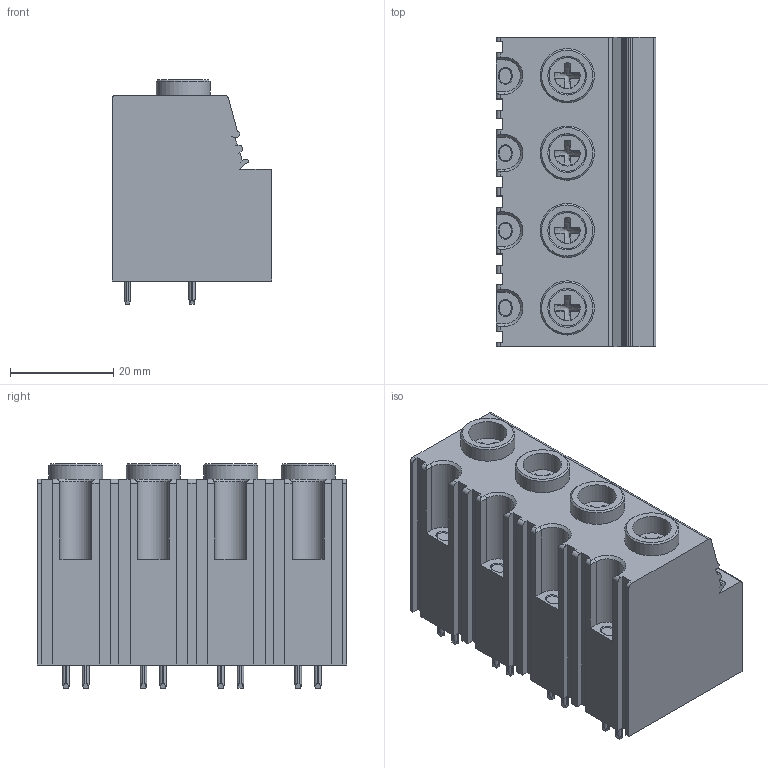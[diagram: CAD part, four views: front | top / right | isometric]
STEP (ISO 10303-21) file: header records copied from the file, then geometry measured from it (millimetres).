
FILE_DESCRIPTION(/* description */ ('Unknown'),/* implementation_level */ '2;1');
FILE_NAME(/* name */ 'MH130-150504-20190917',/* time_stamp */ '2023-06-29T15:43:04+08:00',/* author */ ('Unknown'),/* organization */ ('Unknown'),/* preprocessor_version */ 'ST-DEVELOPER v16.7',/* originating_system */ 'DEX',/* authorisation */ $);
FILE_SCHEMA (('AUTOMOTIVE_DESIGN {1 0 10303 214 3 1 1}'));
Length unit declared in the file: millimetre
Products named in the file (1): MH130-150504-20190917
Bounding box: 31 x 60 x 43.5 mm (x, y, z)
Volume: 53416.5 mm3; surface area: 14104.7 mm2
Topology: 1 solids, 1 shells, 518 faces, 1412 edges, 936 vertices
Faces by surface type: plane 360, cylinder 134, cone 24
Full cylindrical faces by diameter (mm): 6.996 x4, 7.5 x4, 10.5 x4
Entity records: 17106 total; most frequent: CARTESIAN_POINT 3823, DIRECTION 2754, ORIENTED_EDGE 2752, EDGE_CURVE 1376, LINE 956, VECTOR 956, VERTEX_POINT 928, AXIS2_PLACEMENT_3D 899
